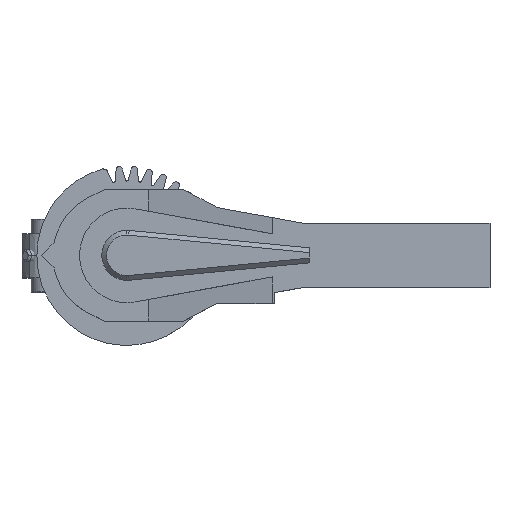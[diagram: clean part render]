
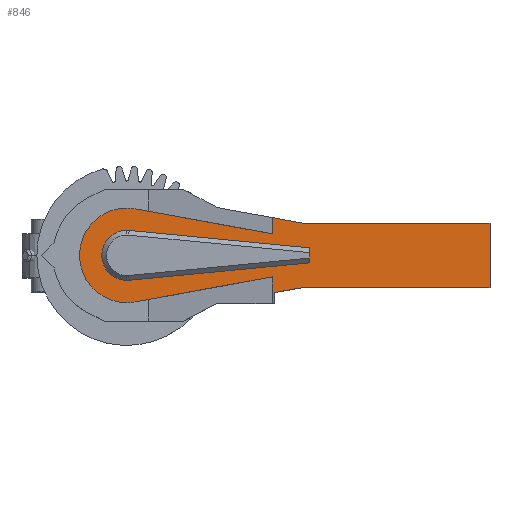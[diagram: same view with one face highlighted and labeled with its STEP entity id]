
A CAD part, top view. The second image highlights one B-rep face of the part: STEP entity #846.
In plain terms, the highlighted planar face has unit normal (0, 0, 1).
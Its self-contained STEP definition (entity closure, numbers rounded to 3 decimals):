
#846=ADVANCED_FACE('',(#2360,#2361),#2362,.T.);
#2360=FACE_OUTER_BOUND('',#4621,.T.);
#2361=FACE_BOUND('',#4622,.T.);
#2362=PLANE('',#4623);
#4621=EDGE_LOOP('',(#7234,#7235,#7236,#7237,#7238,#7239,#7240,#7241,#7242,#7243,#7244,#7245,#7246,#7247));
#4622=EDGE_LOOP('',(#7248,#7249,#7250,#7251,#7252,#7253));
#4623=AXIS2_PLACEMENT_3D('',#7254,#7255,#7256);
#7234=ORIENTED_EDGE('',*,*,#13968,.T.);
#7235=ORIENTED_EDGE('',*,*,#13969,.T.);
#7236=ORIENTED_EDGE('',*,*,#13970,.T.);
#7237=ORIENTED_EDGE('',*,*,#13971,.T.);
#7238=ORIENTED_EDGE('',*,*,#13972,.T.);
#7239=ORIENTED_EDGE('',*,*,#13973,.T.);
#7240=ORIENTED_EDGE('',*,*,#13974,.T.);
#7241=ORIENTED_EDGE('',*,*,#13975,.T.);
#7242=ORIENTED_EDGE('',*,*,#13976,.T.);
#7243=ORIENTED_EDGE('',*,*,#13940,.T.);
#7244=ORIENTED_EDGE('',*,*,#13936,.T.);
#7245=ORIENTED_EDGE('',*,*,#13977,.T.);
#7246=ORIENTED_EDGE('',*,*,#13978,.T.);
#7247=ORIENTED_EDGE('',*,*,#13979,.T.);
#7248=ORIENTED_EDGE('',*,*,#13980,.F.);
#7249=ORIENTED_EDGE('',*,*,#13981,.T.);
#7250=ORIENTED_EDGE('',*,*,#13982,.F.);
#7251=ORIENTED_EDGE('',*,*,#13983,.T.);
#7252=ORIENTED_EDGE('',*,*,#13925,.F.);
#7253=ORIENTED_EDGE('',*,*,#13930,.F.);
#7254=CARTESIAN_POINT('',(0.0,0.0,182.5));
#7255=DIRECTION('',(0.0,0.0,1.0));
#7256=DIRECTION('',(0.0,-1.0,0.0));
#13925=EDGE_CURVE('',#16589,#16591,#16592,.T.);
#13930=EDGE_CURVE('',#16597,#16589,#16600,.T.);
#13936=EDGE_CURVE('',#16603,#16608,#16610,.T.);
#13940=EDGE_CURVE('',#16613,#16603,#16616,.T.);
#13968=EDGE_CURVE('',#16664,#16665,#16666,.T.);
#13969=EDGE_CURVE('',#16665,#16667,#16668,.T.);
#13970=EDGE_CURVE('',#16667,#16669,#16670,.T.);
#13971=EDGE_CURVE('',#16669,#16671,#16672,.T.);
#13972=EDGE_CURVE('',#16671,#16673,#16674,.T.);
#13973=EDGE_CURVE('',#16673,#16675,#16676,.T.);
#13974=EDGE_CURVE('',#16675,#16677,#16678,.T.);
#13975=EDGE_CURVE('',#16677,#16679,#16680,.T.);
#13976=EDGE_CURVE('',#16679,#16613,#16681,.T.);
#13977=EDGE_CURVE('',#16608,#16682,#16683,.T.);
#13978=EDGE_CURVE('',#16682,#16684,#16685,.T.);
#13979=EDGE_CURVE('',#16684,#16664,#16686,.T.);
#13980=EDGE_CURVE('',#16687,#16597,#16688,.T.);
#13981=EDGE_CURVE('',#16687,#16689,#16690,.T.);
#13982=EDGE_CURVE('',#16691,#16689,#16692,.T.);
#13983=EDGE_CURVE('',#16691,#16591,#16693,.T.);
#16589=VERTEX_POINT('',#20505);
#16591=VERTEX_POINT('',#20508);
#16592=CIRCLE('',#20509,15.85);
#16597=VERTEX_POINT('',#20515);
#16600=CIRCLE('',#20519,15.85);
#16603=VERTEX_POINT('',#20522);
#16608=VERTEX_POINT('',#20528);
#16610=CIRCLE('',#20531,29.964);
#16613=VERTEX_POINT('',#20534);
#16616=CIRCLE('',#20538,29.964);
#16664=VERTEX_POINT('',#20608);
#16665=VERTEX_POINT('',#20609);
#16666=LINE('',#20610,#20611);
#16667=VERTEX_POINT('',#20612);
#16668=LINE('',#20613,#20614);
#16669=VERTEX_POINT('',#20615);
#16670=LINE('',#20616,#20617);
#16671=VERTEX_POINT('',#20618);
#16672=LINE('',#20619,#20620);
#16673=VERTEX_POINT('',#20621);
#16674=LINE('',#20622,#20623);
#16675=VERTEX_POINT('',#20624);
#16676=LINE('',#20625,#20626);
#16677=VERTEX_POINT('',#20627);
#16678=LINE('',#20628,#20629);
#16679=VERTEX_POINT('',#20630);
#16680=LINE('',#20631,#20632);
#16681=CIRCLE('',#20633,29.964);
#16682=VERTEX_POINT('',#20634);
#16683=LINE('',#20635,#20636);
#16684=VERTEX_POINT('',#20637);
#16685=LINE('',#20638,#20639);
#16686=LINE('',#20640,#20641);
#16687=VERTEX_POINT('',#20642);
#16688=CIRCLE('',#20643,15.85);
#16689=VERTEX_POINT('',#20644);
#16690=LINE('',#20645,#20646);
#16691=VERTEX_POINT('',#20647);
#16692=LINE('',#20648,#20649);
#16693=LINE('',#20650,#20651);
#20505=CARTESIAN_POINT('',(0.,-15.85,182.5));
#20508=CARTESIAN_POINT('',(1.521,-15.777,182.5));
#20509=AXIS2_PLACEMENT_3D('',#26494,#26495,#26496);
#20515=CARTESIAN_POINT('',(0.,15.85,182.5));
#20519=AXIS2_PLACEMENT_3D('',#26502,#26503,#26504);
#20522=CARTESIAN_POINT('',(0.,-29.964,182.5));
#20528=CARTESIAN_POINT('',(5.389,-29.475,182.5));
#20531=AXIS2_PLACEMENT_3D('',#26513,#26514,#26515);
#20534=CARTESIAN_POINT('',(0.,29.964,182.5));
#20538=AXIS2_PLACEMENT_3D('',#26520,#26521,#26522);
#20608=CARTESIAN_POINT('',(93.524,-30.5,182.5));
#20609=CARTESIAN_POINT('',(93.524,-23.655,182.5));
#20610=CARTESIAN_POINT('',(93.524,-30.5,182.5));
#20611=VECTOR('',#26545,6.845);
#20612=CARTESIAN_POINT('',(111.012,-20.457,182.5));
#20613=CARTESIAN_POINT('',(93.524,-23.655,182.5));
#20614=VECTOR('',#26546,17.778);
#20615=CARTESIAN_POINT('',(230.1,-20.457,182.5));
#20616=CARTESIAN_POINT('',(111.012,-20.457,182.5));
#20617=VECTOR('',#26547,119.088);
#20618=CARTESIAN_POINT('',(230.1,20.457,182.5));
#20619=CARTESIAN_POINT('',(230.1,-20.457,182.5));
#20620=VECTOR('',#26548,40.915);
#20621=CARTESIAN_POINT('',(111.012,20.457,182.5));
#20622=CARTESIAN_POINT('',(230.1,20.457,182.5));
#20623=VECTOR('',#26549,119.088);
#20624=CARTESIAN_POINT('',(92.062,23.922,182.5));
#20625=CARTESIAN_POINT('',(111.012,20.457,182.5));
#20626=VECTOR('',#26550,19.265);
#20627=CARTESIAN_POINT('',(92.062,13.629,182.5));
#20628=CARTESIAN_POINT('',(92.062,23.922,182.5));
#20629=VECTOR('',#26551,10.294);
#20630=CARTESIAN_POINT('',(5.389,29.475,182.5));
#20631=CARTESIAN_POINT('',(92.062,13.629,182.5));
#20632=VECTOR('',#26552,88.109);
#20633=AXIS2_PLACEMENT_3D('',#26553,#26554,#26555);
#20634=CARTESIAN_POINT('',(92.062,-13.629,182.5));
#20635=CARTESIAN_POINT('',(5.389,-29.475,182.5));
#20636=VECTOR('',#26556,88.109);
#20637=CARTESIAN_POINT('',(92.062,-30.5,182.5));
#20638=CARTESIAN_POINT('',(92.062,-13.629,182.5));
#20639=VECTOR('',#26557,16.871);
#20640=CARTESIAN_POINT('',(92.062,-30.5,182.5));
#20641=VECTOR('',#26558,1.462);
#20642=CARTESIAN_POINT('',(1.521,15.777,182.5));
#20643=AXIS2_PLACEMENT_3D('',#26559,#26560,#26561);
#20644=CARTESIAN_POINT('',(115.9,4.75,182.5));
#20645=CARTESIAN_POINT('',(1.521,15.777,182.5));
#20646=VECTOR('',#26562,114.909);
#20647=CARTESIAN_POINT('',(115.9,-4.75,182.5));
#20648=CARTESIAN_POINT('',(115.9,-2.375,182.5));
#20649=VECTOR('',#26563,1.0);
#20650=CARTESIAN_POINT('',(115.9,-4.75,182.5));
#20651=VECTOR('',#26564,114.909);
#26494=CARTESIAN_POINT('',(0.0,0.0,182.5));
#26495=DIRECTION('',(0.0,0.0,1.0));
#26496=DIRECTION('',(0.,-1.0,0.0));
#26502=CARTESIAN_POINT('',(0.0,0.0,182.5));
#26503=DIRECTION('',(0.0,0.0,1.0));
#26504=DIRECTION('',(0.,-1.0,0.0));
#26513=CARTESIAN_POINT('',(0.0,0.0,182.5));
#26514=DIRECTION('',(0.0,0.0,1.0));
#26515=DIRECTION('',(0.,-1.0,0.0));
#26520=CARTESIAN_POINT('',(0.0,0.0,182.5));
#26521=DIRECTION('',(0.0,-0.0,1.0));
#26522=DIRECTION('',(0.,1.0,0.0));
#26545=DIRECTION('',(0.0,1.0,0.0));
#26546=DIRECTION('',(0.984,0.18,0.0));
#26547=DIRECTION('',(1.0,0.0,0.0));
#26548=DIRECTION('',(0.0,1.0,0.0));
#26549=DIRECTION('',(-1.0,0.,0.0));
#26550=DIRECTION('',(-0.984,0.18,0.0));
#26551=DIRECTION('',(0.,-1.0,0.0));
#26552=DIRECTION('',(-0.984,0.18,0.0));
#26553=CARTESIAN_POINT('',(0.0,0.0,182.5));
#26554=DIRECTION('',(0.0,-0.0,1.0));
#26555=DIRECTION('',(0.18,0.984,0.0));
#26556=DIRECTION('',(0.984,0.18,0.0));
#26557=DIRECTION('',(0.,-1.0,0.0));
#26558=DIRECTION('',(1.0,0.0,0.0));
#26559=CARTESIAN_POINT('',(0.0,0.0,182.5));
#26560=DIRECTION('',(0.0,0.0,1.0));
#26561=DIRECTION('',(0.,-1.0,0.0));
#26562=DIRECTION('',(0.995,-0.096,0.0));
#26563=DIRECTION('',(0.0,1.0,0.0));
#26564=DIRECTION('',(-0.995,-0.096,0.0));
